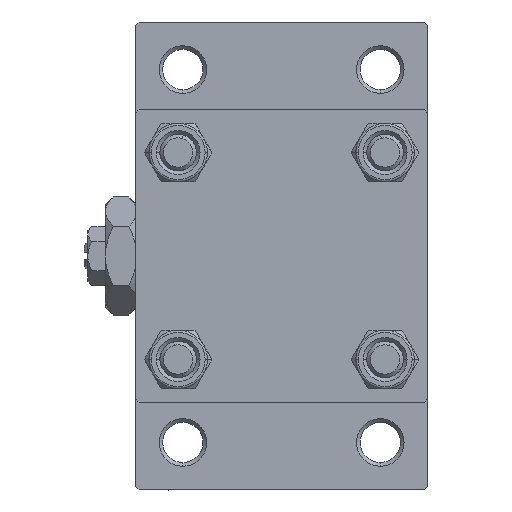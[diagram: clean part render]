
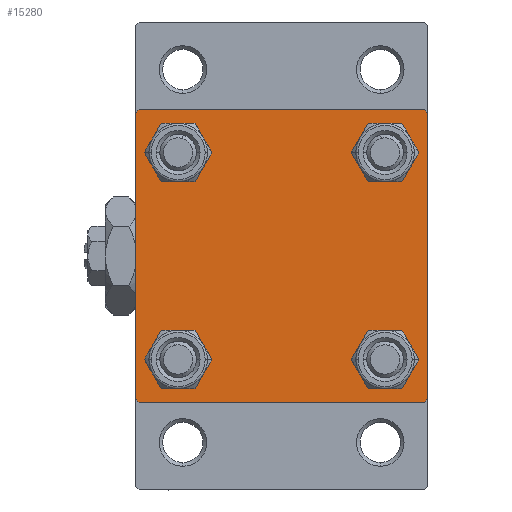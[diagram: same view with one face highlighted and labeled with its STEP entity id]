
A CAD part, left-side view. The second image highlights one B-rep face of the part: STEP entity #15280.
In plain terms, the highlighted planar face has unit normal (-1, 0, 0).
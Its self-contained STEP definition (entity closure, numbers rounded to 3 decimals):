
#226 = ORIENTED_EDGE ( 'NONE', *, *, #23084, .T. ) ;
#802 = AXIS2_PLACEMENT_3D ( 'NONE', #1118, #19961, #27154 ) ;
#1041 = VERTEX_POINT ( 'NONE', #31852 ) ;
#1118 = CARTESIAN_POINT ( 'NONE',  ( 0., 14.15, -14.15 ) ) ;
#1631 = CARTESIAN_POINT ( 'NONE',  ( 0., 20., -20. ) ) ;
#2400 = CARTESIAN_POINT ( 'NONE',  ( 0., 19.75, 19.75 ) ) ;
#2601 = CIRCLE ( 'NONE', #25589, 3. ) ;
#3527 = DIRECTION ( 'NONE',  ( 0., -1., 0. ) ) ;
#3569 = FACE_BOUND ( 'NONE', #45632, .T. ) ;
#3580 = EDGE_CURVE ( 'NONE', #33152, #48332, #37273, .T. ) ;
#5404 = DIRECTION ( 'NONE',  ( 1., 0., 0. ) ) ;
#5495 = ORIENTED_EDGE ( 'NONE', *, *, #48464, .T. ) ;
#6663 = DIRECTION ( 'NONE',  ( 0., 0., 1. ) ) ;
#6876 = LINE ( 'NONE', #25481, #22728 ) ;
#7056 = EDGE_CURVE ( 'NONE', #39675, #41964, #47583, .T. ) ;
#7069 = ORIENTED_EDGE ( 'NONE', *, *, #23960, .T. ) ;
#7484 = LINE ( 'NONE', #41262, #44860 ) ;
#7871 = EDGE_CURVE ( 'NONE', #42749, #36724, #2601, .T. ) ;
#7884 = DIRECTION ( 'NONE',  ( 0., 0., 1. ) ) ;
#8255 = FACE_BOUND ( 'NONE', #10115, .T. ) ;
#8842 = ORIENTED_EDGE ( 'NONE', *, *, #32419, .T. ) ;
#9072 = CIRCLE ( 'NONE', #15432, 3. ) ;
#9248 = CIRCLE ( 'NONE', #29063, 3. ) ;
#9660 = CARTESIAN_POINT ( 'NONE',  ( 0., -20., -19.5 ) ) ;
#10115 = EDGE_LOOP ( 'NONE', ( #21596, #24624 ) ) ;
#10478 = CARTESIAN_POINT ( 'NONE',  ( 0., -19.75, 19.75 ) ) ;
#11586 = VERTEX_POINT ( 'NONE', #20318 ) ;
#11832 = VERTEX_POINT ( 'NONE', #21923 ) ;
#11914 = DIRECTION ( 'NONE',  ( 0., 0., -1. ) ) ;
#12094 = CARTESIAN_POINT ( 'NONE',  ( 0., -19.5, -20. ) ) ;
#12587 = CARTESIAN_POINT ( 'NONE',  ( 0., -19.75, -19.75 ) ) ;
#12703 = CARTESIAN_POINT ( 'NONE',  ( 0., 14.15, 17.15 ) ) ;
#13025 = DIRECTION ( 'NONE',  ( 0., -1., 0. ) ) ;
#13080 = DIRECTION ( 'NONE',  ( 0., 0., 1. ) ) ;
#13300 = CARTESIAN_POINT ( 'NONE',  ( 0., -14.15, -14.15 ) ) ;
#13566 = DIRECTION ( 'NONE',  ( 0., -0.707, 0.707 ) ) ;
#13635 = AXIS2_PLACEMENT_3D ( 'NONE', #38175, #19788, #7884 ) ;
#14180 = CARTESIAN_POINT ( 'NONE',  ( 0., 19.5, 20. ) ) ;
#14255 = CIRCLE ( 'NONE', #802, 3. ) ;
#15280 = ADVANCED_FACE ( 'NONE', ( #45519, #3569, #8255, #19682, #19436 ), #15947, .T. ) ;
#15432 = AXIS2_PLACEMENT_3D ( 'NONE', #13300, #43602, #17514 ) ;
#15646 = CARTESIAN_POINT ( 'NONE',  ( 0., 20., 20. ) ) ;
#15837 = EDGE_CURVE ( 'NONE', #11586, #41964, #6876, .T. ) ;
#15947 = PLANE ( 'NONE',  #36127 ) ;
#16682 = DIRECTION ( 'NONE',  ( 0., 0., 1. ) ) ;
#17514 = DIRECTION ( 'NONE',  ( 0., 0., 1. ) ) ;
#17688 = DIRECTION ( 'NONE',  ( 0., 0.707, 0.707 ) ) ;
#17880 = ORIENTED_EDGE ( 'NONE', *, *, #25301, .T. ) ;
#18425 = EDGE_CURVE ( 'NONE', #24902, #24520, #39446, .T. ) ;
#18712 = CARTESIAN_POINT ( 'NONE',  ( 0., 0., 0. ) ) ;
#18781 = DIRECTION ( 'NONE',  ( 0., 0., -1. ) ) ;
#18799 = ORIENTED_EDGE ( 'NONE', *, *, #30347, .T. ) ;
#19436 = FACE_OUTER_BOUND ( 'NONE', #20387, .T. ) ;
#19682 = FACE_BOUND ( 'NONE', #37464, .T. ) ;
#19685 = DIRECTION ( 'NONE',  ( 1., 0., 0. ) ) ;
#19788 = DIRECTION ( 'NONE',  ( 1., 0., 0. ) ) ;
#19829 = CARTESIAN_POINT ( 'NONE',  ( 0., -14.15, -11.15 ) ) ;
#19849 = LINE ( 'NONE', #15646, #21711 ) ;
#19943 = ORIENTED_EDGE ( 'NONE', *, *, #7056, .T. ) ;
#19961 = DIRECTION ( 'NONE',  ( 1., 0., 0. ) ) ;
#20318 = CARTESIAN_POINT ( 'NONE',  ( 0., -20., 19.5 ) ) ;
#20387 = EDGE_LOOP ( 'NONE', ( #5495, #17880, #25200, #19943, #22428, #44252, #27556, #7069 ) ) ;
#21023 = CARTESIAN_POINT ( 'NONE',  ( 0., -14.15, -14.15 ) ) ;
#21043 = VERTEX_POINT ( 'NONE', #12703 ) ;
#21596 = ORIENTED_EDGE ( 'NONE', *, *, #46824, .T. ) ;
#21711 = VECTOR ( 'NONE', #11914, 1000. ) ;
#21923 = CARTESIAN_POINT ( 'NONE',  ( 0., 20., 19.5 ) ) ;
#22010 = CARTESIAN_POINT ( 'NONE',  ( 0., 14.15, 14.15 ) ) ;
#22428 = ORIENTED_EDGE ( 'NONE', *, *, #15837, .F. ) ;
#22728 = VECTOR ( 'NONE', #18781, 1000. ) ;
#22775 = DIRECTION ( 'NONE',  ( 1., 0., 0. ) ) ;
#22779 = ORIENTED_EDGE ( 'NONE', *, *, #7871, .T. ) ;
#23084 = EDGE_CURVE ( 'NONE', #36724, #42749, #9072, .T. ) ;
#23960 = EDGE_CURVE ( 'NONE', #33152, #11832, #25223, .T. ) ;
#23970 = ORIENTED_EDGE ( 'NONE', *, *, #31685, .T. ) ;
#24520 = VERTEX_POINT ( 'NONE', #34305 ) ;
#24624 = ORIENTED_EDGE ( 'NONE', *, *, #42232, .T. ) ;
#24902 = VERTEX_POINT ( 'NONE', #34858 ) ;
#25200 = ORIENTED_EDGE ( 'NONE', *, *, #34522, .T. ) ;
#25223 = LINE ( 'NONE', #2400, #38476 ) ;
#25259 = ORIENTED_EDGE ( 'NONE', *, *, #18425, .T. ) ;
#25301 = EDGE_CURVE ( 'NONE', #39379, #1041, #7484, .T. ) ;
#25481 = CARTESIAN_POINT ( 'NONE',  ( 0., -20., 20. ) ) ;
#25547 = VECTOR ( 'NONE', #13566, 1000. ) ;
#25589 = AXIS2_PLACEMENT_3D ( 'NONE', #21023, #5404, #13080 ) ;
#25914 = VECTOR ( 'NONE', #17688, 1000. ) ;
#26350 = CARTESIAN_POINT ( 'NONE',  ( 0., -14.15, -17.15 ) ) ;
#26381 = CARTESIAN_POINT ( 'NONE',  ( 0., 14.15, -11.15 ) ) ;
#26487 = CARTESIAN_POINT ( 'NONE',  ( 0., 14.15, 14.15 ) ) ;
#27154 = DIRECTION ( 'NONE',  ( 0., 0., 1. ) ) ;
#27556 = ORIENTED_EDGE ( 'NONE', *, *, #3580, .F. ) ;
#27945 = DIRECTION ( 'NONE',  ( 0., 0.707, -0.707 ) ) ;
#28685 = CIRCLE ( 'NONE', #13635, 3. ) ;
#29063 = AXIS2_PLACEMENT_3D ( 'NONE', #33673, #22775, #37911 ) ;
#30103 = DIRECTION ( 'NONE',  ( 0., 0., 1. ) ) ;
#30347 = EDGE_CURVE ( 'NONE', #21043, #32900, #31384, .T. ) ;
#31013 = EDGE_CURVE ( 'NONE', #11586, #48332, #36303, .T. ) ;
#31384 = CIRCLE ( 'NONE', #48887, 3. ) ;
#31478 = AXIS2_PLACEMENT_3D ( 'NONE', #38806, #19685, #16682 ) ;
#31685 = EDGE_CURVE ( 'NONE', #24520, #24902, #9248, .T. ) ;
#31852 = CARTESIAN_POINT ( 'NONE',  ( 0., 19.5, -20. ) ) ;
#32249 = CARTESIAN_POINT ( 'NONE',  ( 0., 14.15, -17.15 ) ) ;
#32282 = CARTESIAN_POINT ( 'NONE',  ( 0., -19.5, 20. ) ) ;
#32419 = EDGE_CURVE ( 'NONE', #32900, #21043, #37031, .T. ) ;
#32703 = EDGE_LOOP ( 'NONE', ( #23970, #25259 ) ) ;
#32900 = VERTEX_POINT ( 'NONE', #48485 ) ;
#33152 = VERTEX_POINT ( 'NONE', #14180 ) ;
#33673 = CARTESIAN_POINT ( 'NONE',  ( 0., -14.15, 14.15 ) ) ;
#34305 = CARTESIAN_POINT ( 'NONE',  ( 0., -14.15, 17.15 ) ) ;
#34377 = DIRECTION ( 'NONE',  ( 1., 0., 0. ) ) ;
#34522 = EDGE_CURVE ( 'NONE', #1041, #39675, #35360, .T. ) ;
#34858 = CARTESIAN_POINT ( 'NONE',  ( 0., -14.15, 11.15 ) ) ;
#34944 = VERTEX_POINT ( 'NONE', #32249 ) ;
#35360 = LINE ( 'NONE', #1631, #36319 ) ;
#36127 = AXIS2_PLACEMENT_3D ( 'NONE', #18712, #42042, #30103 ) ;
#36251 = AXIS2_PLACEMENT_3D ( 'NONE', #26487, #41658, #6663 ) ;
#36303 = LINE ( 'NONE', #10478, #25914 ) ;
#36319 = VECTOR ( 'NONE', #13025, 1000. ) ;
#36724 = VERTEX_POINT ( 'NONE', #26350 ) ;
#37031 = CIRCLE ( 'NONE', #36251, 3. ) ;
#37273 = LINE ( 'NONE', #48952, #39850 ) ;
#37464 = EDGE_LOOP ( 'NONE', ( #18799, #8842 ) ) ;
#37911 = DIRECTION ( 'NONE',  ( 0., 0., 1. ) ) ;
#38175 = CARTESIAN_POINT ( 'NONE',  ( 0., 14.15, -14.15 ) ) ;
#38476 = VECTOR ( 'NONE', #27945, 1000. ) ;
#38806 = CARTESIAN_POINT ( 'NONE',  ( 0., -14.15, 14.15 ) ) ;
#39379 = VERTEX_POINT ( 'NONE', #44965 ) ;
#39446 = CIRCLE ( 'NONE', #31478, 3. ) ;
#39675 = VERTEX_POINT ( 'NONE', #12094 ) ;
#39850 = VECTOR ( 'NONE', #3527, 1000. ) ;
#41262 = CARTESIAN_POINT ( 'NONE',  ( 0., 19.75, -19.75 ) ) ;
#41658 = DIRECTION ( 'NONE',  ( 1., 0., 0. ) ) ;
#41964 = VERTEX_POINT ( 'NONE', #9660 ) ;
#42042 = DIRECTION ( 'NONE',  ( -1., 0., 0. ) ) ;
#42232 = EDGE_CURVE ( 'NONE', #34944, #48966, #14255, .T. ) ;
#42749 = VERTEX_POINT ( 'NONE', #19829 ) ;
#43602 = DIRECTION ( 'NONE',  ( 1., 0., 0. ) ) ;
#44252 = ORIENTED_EDGE ( 'NONE', *, *, #31013, .T. ) ;
#44860 = VECTOR ( 'NONE', #45470, 1000. ) ;
#44965 = CARTESIAN_POINT ( 'NONE',  ( 0., 20., -19.5 ) ) ;
#45470 = DIRECTION ( 'NONE',  ( 0., -0.707, -0.707 ) ) ;
#45519 = FACE_BOUND ( 'NONE', #32703, .T. ) ;
#45580 = DIRECTION ( 'NONE',  ( 0., 0., 1. ) ) ;
#45632 = EDGE_LOOP ( 'NONE', ( #22779, #226 ) ) ;
#46824 = EDGE_CURVE ( 'NONE', #48966, #34944, #28685, .T. ) ;
#47583 = LINE ( 'NONE', #12587, #25547 ) ;
#48332 = VERTEX_POINT ( 'NONE', #32282 ) ;
#48464 = EDGE_CURVE ( 'NONE', #11832, #39379, #19849, .T. ) ;
#48485 = CARTESIAN_POINT ( 'NONE',  ( 0., 14.15, 11.15 ) ) ;
#48887 = AXIS2_PLACEMENT_3D ( 'NONE', #22010, #34377, #45580 ) ;
#48952 = CARTESIAN_POINT ( 'NONE',  ( 0., 20., 20. ) ) ;
#48966 = VERTEX_POINT ( 'NONE', #26381 ) ;
